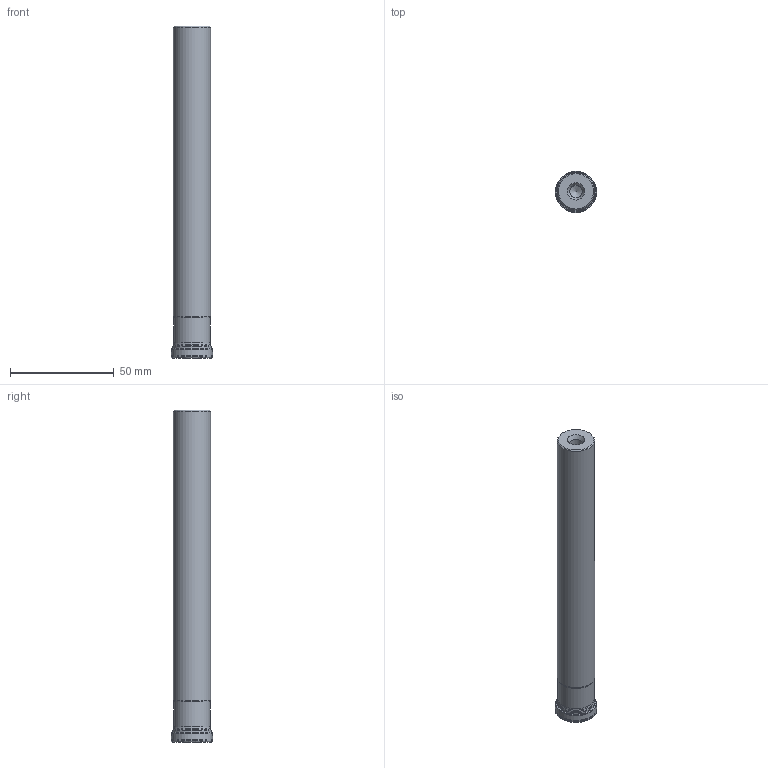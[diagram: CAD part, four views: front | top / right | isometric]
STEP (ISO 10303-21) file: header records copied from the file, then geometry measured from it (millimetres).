
FILE_DESCRIPTION(/* description */ (''),/* implementation_level */ '2;1');
FILE_NAME(/* name */ '20A5R020A18_SCN05C_C_115009346ndi000_00_SIM.stp',/* time_stamp */ '2020-01-17T10:57:35+01:00',/* author */ (''),/* organization */ (''),/* preprocessor_version */ 'ST-DEVELOPER v16.7',/* originating_system */ 'SIEMENS PLM Software NX 12.0',/* authorisation */ '');
FILE_SCHEMA (('AUTOMOTIVE_DESIGN { 1 0 10303 214 3 1 1 1 }'));
Length unit declared in the file: millimetre
Products named in the file (1): wq704CC4E0FA8s1w
Bounding box: 19.97 x 19.97 x 160 mm (x, y, z)
Volume: 37449.3 mm3; surface area: 13051.6 mm2
Topology: 2 solids, 2 shells, 56 faces, 112 edges, 59 vertices
Faces by surface type: revolution 36, cone 8, torus 5, cylinder 3, plane 3, bspline 1
Full cylindrical faces by diameter (mm): 6 x1, 17.6 x1, 18 x1
Entity records: 1446 total; most frequent: CARTESIAN_POINT 457, DIRECTION 186, FACE_BOUND 110, EDGE_LOOP 110, ORIENTED_EDGE 110, AXIS2_PLACEMENT_3D 75, ADVANCED_FACE 56, VERTEX_POINT 56
